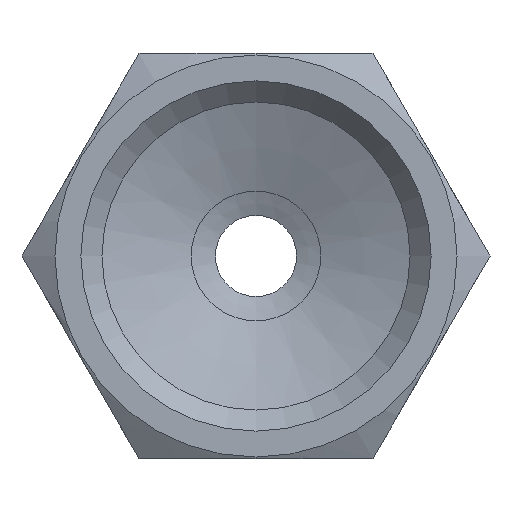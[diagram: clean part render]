
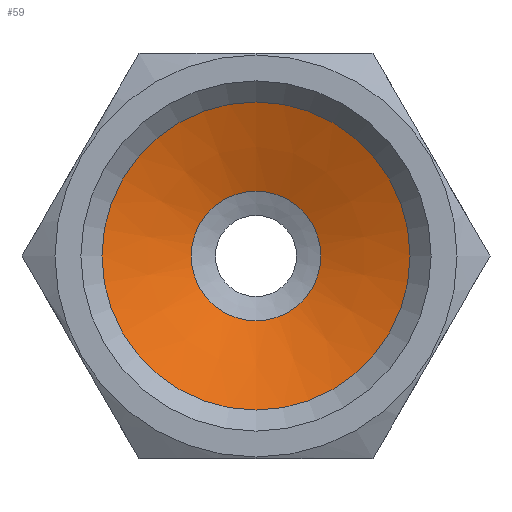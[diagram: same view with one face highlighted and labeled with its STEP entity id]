
A CAD part, front view. The second image highlights one B-rep face of the part: STEP entity #59.
In plain terms, the highlighted conical face has half-angle 68 degrees and reference radius 9.5 mm.
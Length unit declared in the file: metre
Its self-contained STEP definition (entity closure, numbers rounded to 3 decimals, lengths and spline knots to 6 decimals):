
#59 = ADVANCED_FACE( 'NONE', ( #136, #137 ), #138, .F. );
#136 = FACE_OUTER_BOUND( '', #237, .T. );
#137 = FACE_BOUND( '', #238, .T. );
#138 = CONICAL_SURFACE( '', #239, 0.0095, 1.187 );
#237 = EDGE_LOOP( '', ( #349 ) );
#238 = EDGE_LOOP( '', ( #350 ) );
#239 = AXIS2_PLACEMENT_3D( '', #351, #352, #353 );
#349 = ORIENTED_EDGE( '', *, *, #514, .T. );
#350 = ORIENTED_EDGE( '', *, *, #495, .F. );
#351 = CARTESIAN_POINT( '', ( 0., 0.015, 0. ) );
#352 = DIRECTION( '', ( 0., -1., 0. ) );
#353 = DIRECTION( '', ( 0., 0., -1. ) );
#495 = EDGE_CURVE( 'NONE', #562, #562, #563, .T. );
#514 = EDGE_CURVE( 'NONE', #596, #596, #597, .T. );
#562 = VERTEX_POINT( '', #661 );
#563 = CIRCLE( '', #662, 0.004 );
#596 = VERTEX_POINT( '', #743 );
#597 = CIRCLE( '', #744, 0.0095 );
#661 = CARTESIAN_POINT( '', ( 0., 0.017222, -0.004 ) );
#662 = AXIS2_PLACEMENT_3D( '', #862, #863, #864 );
#743 = CARTESIAN_POINT( '', ( 0., 0.015, -0.0095 ) );
#744 = AXIS2_PLACEMENT_3D( '', #883, #884, #885 );
#862 = CARTESIAN_POINT( '', ( 0., 0.017222, 0. ) );
#863 = DIRECTION( '', ( 0., -1., 0. ) );
#864 = DIRECTION( '', ( 0., 0., -1. ) );
#883 = CARTESIAN_POINT( '', ( 0., 0.015, 0. ) );
#884 = DIRECTION( '', ( 0., -1., 0. ) );
#885 = DIRECTION( '', ( 0., 0., -1. ) );
